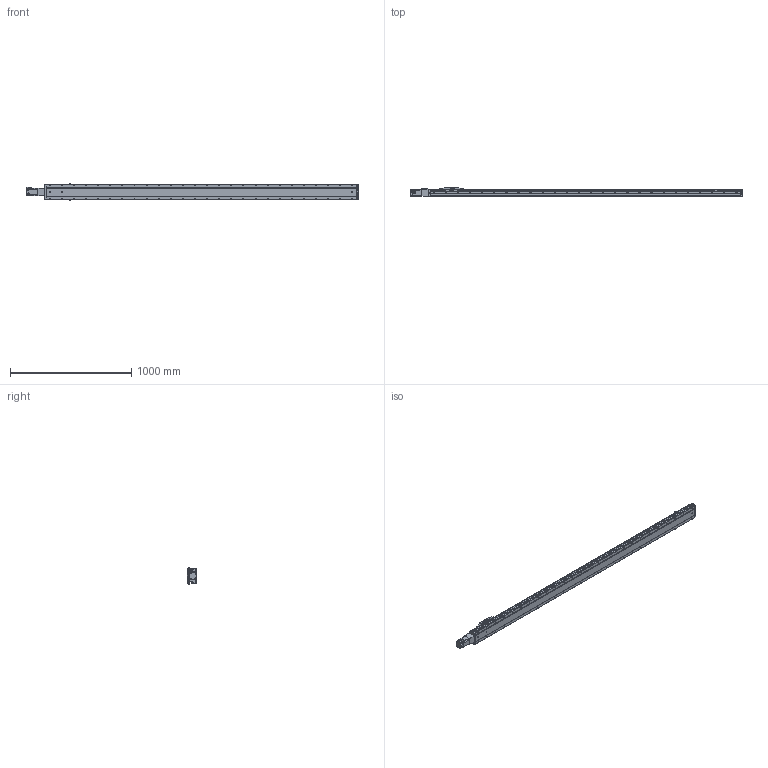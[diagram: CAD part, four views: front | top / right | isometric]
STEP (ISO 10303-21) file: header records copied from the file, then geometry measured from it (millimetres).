
FILE_DESCRIPTION (( 'STEP AP214' ), '1' );
FILE_NAME ('MTU120BC-16XLD-2200-XXXX.STEP', '2025-02-27T13:41:56', ( '' ), ( '' ), 'SwSTEP 2.0', 'SolidWorks 2022', '' );
FILE_SCHEMA (( 'AUTOMOTIVE_DESIGN' ));
Length unit declared in the file: millimetre
Products named in the file (11): MTU120-2200-1; MTU120-2200FANGTOOTH; MTU120-2200-3; MTU120-2200CARRIAGE; MTU120BC-16XLD-2200-XXXX; MTU120-2200SENSORPLATE; MTU120-2200-4; FANG STICKER; MTU120-2200-2; MTU120-2200MOTOR; MTU120-2200SENSOR
Assembly tree (14 placements, depth 2):
  MTU120BC-16XLD-2200-XXXX
    MTU120-2200-1
    MTU120-2200-2
    MTU120-2200-3
    MTU120-2200MOTOR
    MTU120-2200CARRIAGE
    MTU120-2200-4
    MTU120-2200SENSORPLATE  x3
    MTU120-2200SENSOR  x3
    MTU120-2200FANGTOOTH
    FANG STICKER
Bounding box: 2742.8 x 76 x 133.6 mm (x, y, z)
Volume: 17091033.2 mm3; surface area: 1186535.2 mm2
Topology: 14 solids, 15 shells, 2154 faces, 5577 edges, 3621 vertices
Faces by surface type: plane 1223, cylinder 703, cone 174, torus 50, sphere 4
Entity records: 58376 total; most frequent: CARTESIAN_POINT 10409, DIRECTION 10113, ORIENTED_EDGE 9702, EDGE_CURVE 4851, AXIS2_PLACEMENT_3D 3385, VECTOR 3343, LINE 3343, VERTEX_POINT 3149
